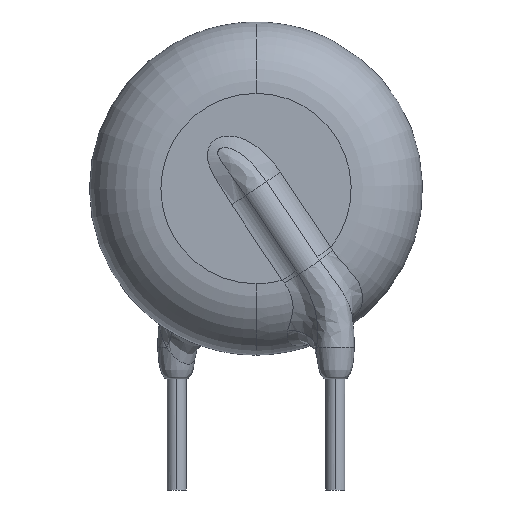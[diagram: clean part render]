
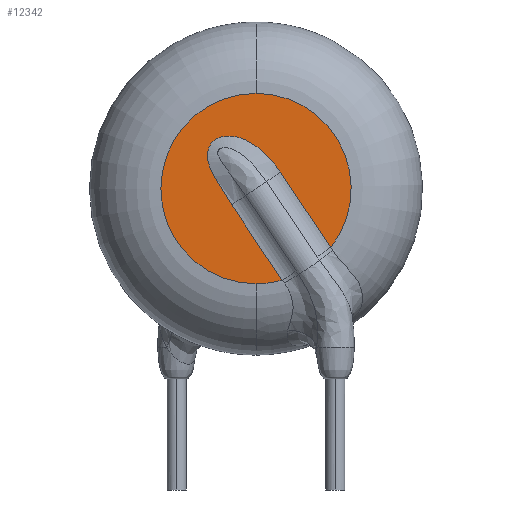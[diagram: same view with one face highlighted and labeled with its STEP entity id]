
A CAD part, front view. The second image highlights one B-rep face of the part: STEP entity #12342.
In plain terms, the highlighted planar face has unit normal (0, -1, 0).
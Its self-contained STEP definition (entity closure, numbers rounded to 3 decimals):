
#725 = CARTESIAN_POINT ( 'NONE',  ( -0.769, -2.25, 5.483 ) ) ;
#780 = CARTESIAN_POINT ( 'NONE',  ( 2.36, -2.25, 4.148 ) ) ;
#1059 = DIRECTION ( 'NONE',  ( 0., 0., 1. ) ) ;
#1407 = AXIS2_PLACEMENT_3D ( 'NONE', #6081, #12096, #1059 ) ;
#1729 = CARTESIAN_POINT ( 'NONE',  ( -1.312, -2.25, 6.339 ) ) ;
#1858 = CARTESIAN_POINT ( 'NONE',  ( 0.656, -2.25, 6.684 ) ) ;
#1919 = DIRECTION ( 'NONE',  ( 0., 0., 1. ) ) ;
#2558 = CARTESIAN_POINT ( 'NONE',  ( -0.769, -2.25, 5.483 ) ) ;
#2942 = VERTEX_POINT ( 'NONE', #12771 ) ;
#3122 = CARTESIAN_POINT ( 'NONE',  ( 0.258, -2.25, 7.134 ) ) ;
#3123 = ORIENTED_EDGE ( 'NONE', *, *, #4267, .T. ) ;
#3183 = CARTESIAN_POINT ( 'NONE',  ( -0.231, -2.25, 7.486 ) ) ;
#3428 = VERTEX_POINT ( 'NONE', #12285 ) ;
#4043 = B_SPLINE_CURVE_WITH_KNOTS ( 'NONE', 3,
 ( #725, #11019, #4746, #10890, #1729, #4881, #5813, #9885, #8958, #4813, #5618, #8704, #12769, #6694, #13218, #10016, #9021, #5130, #6202, #3183, #9087, #4126, #3122, #5946, #1858, #11084 ),
 .UNSPECIFIED., .F., .F.,
 ( 4, 2, 2, 2, 2, 2, 2, 2, 2, 2, 2, 2, 4 ),
 ( 0., 0.001, 0.001, 0.002, 0.002, 0.002, 0.002, 0.003, 0.003, 0.003, 0.004, 0.004, 0.005 ),
 .UNSPECIFIED. ) ;
#4063 = CARTESIAN_POINT ( 'NONE',  ( 0., -2.25, 6. ) ) ;
#4126 = CARTESIAN_POINT ( 'NONE',  ( 0.107, -2.25, 7.267 ) ) ;
#4267 = EDGE_CURVE ( 'NONE', #5526, #5527, #7706, .T. ) ;
#4709 = ORIENTED_EDGE ( 'NONE', *, *, #5940, .F. ) ;
#4746 = CARTESIAN_POINT ( 'NONE',  ( -0.993, -2.25, 5.82 ) ) ;
#4813 = CARTESIAN_POINT ( 'NONE',  ( -1.523, -2.25, 7.208 ) ) ;
#4830 = CARTESIAN_POINT ( 'NONE',  ( 0.823, -2.25, 3.115 ) ) ;
#4881 = CARTESIAN_POINT ( 'NONE',  ( -1.438, -2.25, 6.614 ) ) ;
#4964 = LINE ( 'NONE', #9043, #10577 ) ;
#5018 = AXIS2_PLACEMENT_3D ( 'NONE', #8889, #6754, #8818 ) ;
#5031 = DIRECTION ( 'NONE',  ( 0.558, 0., -0.83 ) ) ;
#5130 = CARTESIAN_POINT ( 'NONE',  ( -0.51, -2.25, 7.604 ) ) ;
#5311 = VERTEX_POINT ( 'NONE', #780 ) ;
#5526 = VERTEX_POINT ( 'NONE', #4830 ) ;
#5527 = VERTEX_POINT ( 'NONE', #8909 ) ;
#5618 = CARTESIAN_POINT ( 'NONE',  ( -1.491, -2.25, 7.308 ) ) ;
#5813 = CARTESIAN_POINT ( 'NONE',  ( -1.475, -2.25, 6.709 ) ) ;
#5940 = EDGE_CURVE ( 'NONE', #8195, #3428, #10566, .T. ) ;
#5946 = CARTESIAN_POINT ( 'NONE',  ( 0.531, -2.25, 6.843 ) ) ;
#6081 = CARTESIAN_POINT ( 'NONE',  ( 0., -2.25, 6. ) ) ;
#6202 = CARTESIAN_POINT ( 'NONE',  ( -0.413, -2.25, 7.57 ) ) ;
#6574 = DIRECTION ( 'NONE',  ( 0., 1., 0. ) ) ;
#6694 = CARTESIAN_POINT ( 'NONE',  ( -1.11, -2.25, 7.628 ) ) ;
#6754 = DIRECTION ( 'NONE',  ( 0., 1., 0. ) ) ;
#7205 = DIRECTION ( 'NONE',  ( 0., 1., 0. ) ) ;
#7531 = ORIENTED_EDGE ( 'NONE', *, *, #8021, .F. ) ;
#7706 = LINE ( 'NONE', #2558, #10543 ) ;
#8021 = EDGE_CURVE ( 'NONE', #5526, #8195, #9516, .T. ) ;
#8073 = CARTESIAN_POINT ( 'NONE',  ( 0., -2.25, 3. ) ) ;
#8195 = VERTEX_POINT ( 'NONE', #8073 ) ;
#8215 = AXIS2_PLACEMENT_3D ( 'NONE', #11644, #6574, #9442 ) ;
#8577 = ORIENTED_EDGE ( 'NONE', *, *, #11272, .T. ) ;
#8704 = CARTESIAN_POINT ( 'NONE',  ( -1.375, -2.25, 7.476 ) ) ;
#8818 = DIRECTION ( 'NONE',  ( 0., 0., 1. ) ) ;
#8889 = CARTESIAN_POINT ( 'NONE',  ( 0., -2.25, 6. ) ) ;
#8909 = CARTESIAN_POINT ( 'NONE',  ( -0.769, -2.25, 5.483 ) ) ;
#8918 = ORIENTED_EDGE ( 'NONE', *, *, #9539, .F. ) ;
#8958 = CARTESIAN_POINT ( 'NONE',  ( -1.54, -2.25, 7.007 ) ) ;
#8998 = ORIENTED_EDGE ( 'NONE', *, *, #9013, .T. ) ;
#9013 = EDGE_CURVE ( 'NONE', #2942, #5311, #4964, .T. ) ;
#9021 = CARTESIAN_POINT ( 'NONE',  ( -0.706, -2.25, 7.649 ) ) ;
#9043 = CARTESIAN_POINT ( 'NONE',  ( 0.769, -2.25, 6.517 ) ) ;
#9087 = CARTESIAN_POINT ( 'NONE',  ( -0.144, -2.25, 7.436 ) ) ;
#9442 = DIRECTION ( 'NONE',  ( 0., 0., 1. ) ) ;
#9516 = CIRCLE ( 'NONE', #8215, 3. ) ;
#9539 = EDGE_CURVE ( 'NONE', #3428, #5311, #11430, .T. ) ;
#9885 = CARTESIAN_POINT ( 'NONE',  ( -1.526, -2.25, 6.905 ) ) ;
#10016 = CARTESIAN_POINT ( 'NONE',  ( -0.807, -2.25, 7.661 ) ) ;
#10537 = EDGE_LOOP ( 'NONE', ( #8577, #8998, #8918, #4709, #7531, #3123 ) ) ;
#10543 = VECTOR ( 'NONE', #12581, 1000. ) ;
#10566 = CIRCLE ( 'NONE', #12049, 3. ) ;
#10577 = VECTOR ( 'NONE', #5031, 1000. ) ;
#10890 = CARTESIAN_POINT ( 'NONE',  ( -1.207, -2.25, 6.164 ) ) ;
#11019 = CARTESIAN_POINT ( 'NONE',  ( -0.881, -2.25, 5.651 ) ) ;
#11084 = CARTESIAN_POINT ( 'NONE',  ( 0.769, -2.25, 6.517 ) ) ;
#11272 = EDGE_CURVE ( 'NONE', #5527, #2942, #4043, .T. ) ;
#11430 = CIRCLE ( 'NONE', #1407, 3. ) ;
#11644 = CARTESIAN_POINT ( 'NONE',  ( 0., -2.25, 6. ) ) ;
#11752 = PLANE ( 'NONE',  #5018 ) ;
#12049 = AXIS2_PLACEMENT_3D ( 'NONE', #4063, #7205, #1919 ) ;
#12096 = DIRECTION ( 'NONE',  ( 0., 1., 0. ) ) ;
#12285 = CARTESIAN_POINT ( 'NONE',  ( 0., -2.25, 9. ) ) ;
#12342 = ADVANCED_FACE ( 'NONE', ( #12759 ), #11752, .F. ) ;
#12581 = DIRECTION ( 'NONE',  ( -0.558, 0., 0.83 ) ) ;
#12759 = FACE_OUTER_BOUND ( 'NONE', #10537, .T. ) ;
#12769 = CARTESIAN_POINT ( 'NONE',  ( -1.293, -2.25, 7.542 ) ) ;
#12771 = CARTESIAN_POINT ( 'NONE',  ( 0.769, -2.25, 6.517 ) ) ;
#13218 = CARTESIAN_POINT ( 'NONE',  ( -1.01, -2.25, 7.65 ) ) ;
